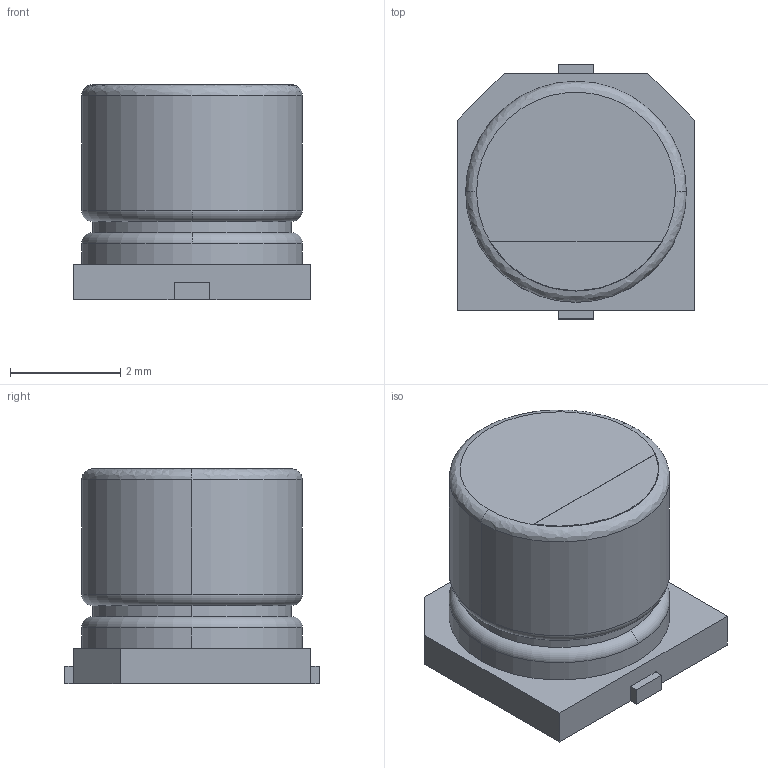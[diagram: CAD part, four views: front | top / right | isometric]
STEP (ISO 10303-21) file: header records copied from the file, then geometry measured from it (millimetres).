
FILE_DESCRIPTION (( 'STEP AP214' ), '1' );
FILE_NAME ('User Library-CAPSMD4x3_9.STEP', '2017-05-27T19:41:58', ( 'Windows User' ), ( '' ), 'SwSTEP 2.0', 'SolidWorks 2017', '' );
FILE_SCHEMA (( 'AUTOMOTIVE_DESIGN' ));
Length unit declared in the file: millimetre
Products named in the file (6): User Library-CAPSMD4x3_9; User Library-CAPSMD4x3_9_CAPSMD4x3_9; User Library-CAPSMD4x3_9_CAPSMD4x3_9001; User Library-CAPSMD4x3_9_CAPSMD4x3_9002; User Library-CAPSMD4x3_9_CAPSMD4x3_9004; User Library-CAPSMD4x3_9_CAPSMD4x3_9003
Assembly tree (5 placements, depth 2):
  User Library-CAPSMD4x3_9
    User Library-CAPSMD4x3_9_CAPSMD4x3_9003
    User Library-CAPSMD4x3_9_CAPSMD4x3_9004
    User Library-CAPSMD4x3_9_CAPSMD4x3_9002
    User Library-CAPSMD4x3_9_CAPSMD4x3_9001
    User Library-CAPSMD4x3_9_CAPSMD4x3_9
Bounding box: 4.3 x 4.6 x 3.91 mm (x, y, z)
Volume: 51.6 mm3; surface area: 127.1 mm2
Topology: 5 solids, 5 shells, 53 faces, 127 edges, 84 vertices
Faces by surface type: plane 41, cylinder 6, torus 4, bspline 2
Entity records: 2399 total; most frequent: CARTESIAN_POINT 328, DIRECTION 269, ORIENTED_EDGE 254, EDGE_CURVE 127, LINE 99, VECTOR 99, AXIS2_PLACEMENT_3D 85, VERTEX_POINT 84
